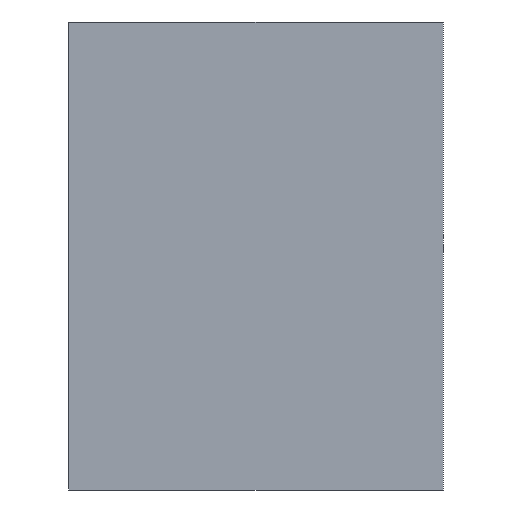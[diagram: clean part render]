
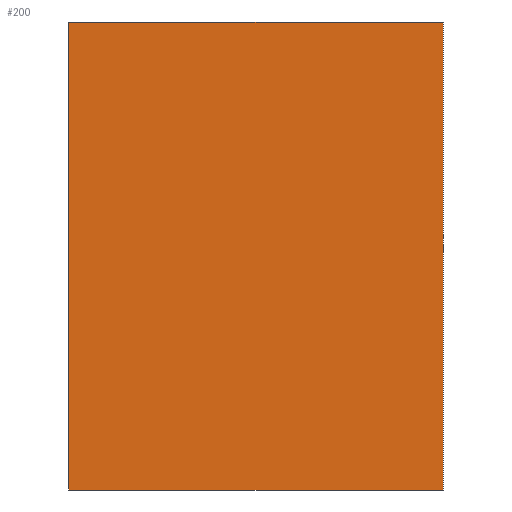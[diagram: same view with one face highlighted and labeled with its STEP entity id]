
A CAD part, front view. The second image highlights one B-rep face of the part: STEP entity #200.
In plain terms, the highlighted planar face has unit normal (0, -1, 0).
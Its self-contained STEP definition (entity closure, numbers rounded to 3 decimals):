
#23=FACE_OUTER_BOUND('',#33,.T.);
#33=EDGE_LOOP('',(#166,#167,#168,#169));
#50=LINE('',#314,#74);
#53=LINE('',#319,#77);
#55=LINE('',#323,#79);
#57=LINE('',#326,#81);
#74=VECTOR('',#261,10.);
#77=VECTOR('',#266,10.);
#79=VECTOR('',#270,10.);
#81=VECTOR('',#274,10.);
#94=VERTEX_POINT('',#312);
#95=VERTEX_POINT('',#313);
#96=VERTEX_POINT('',#318);
#97=VERTEX_POINT('',#322);
#114=EDGE_CURVE('',#94,#95,#50,.T.);
#117=EDGE_CURVE('',#95,#96,#53,.T.);
#119=EDGE_CURVE('',#96,#97,#55,.T.);
#121=EDGE_CURVE('',#97,#94,#57,.T.);
#166=ORIENTED_EDGE('',*,*,#121,.T.);
#167=ORIENTED_EDGE('',*,*,#114,.T.);
#168=ORIENTED_EDGE('',*,*,#117,.T.);
#169=ORIENTED_EDGE('',*,*,#119,.T.);
#179=PLANE('',#230);
#200=ADVANCED_FACE('',(#23),#179,.F.);
#230=AXIS2_PLACEMENT_3D('',#327,#275,#276);
#261=DIRECTION('',(0.,0.,-1.));
#266=DIRECTION('',(1.,0.,0.));
#270=DIRECTION('',(0.,0.,1.));
#274=DIRECTION('',(-1.,0.,0.));
#275=DIRECTION('center_axis',(0.,1.,0.));
#276=DIRECTION('ref_axis',(0.,0.,1.));
#312=CARTESIAN_POINT('',(-10.,0.,12.5));
#313=CARTESIAN_POINT('',(-10.,0.,-12.5));
#314=CARTESIAN_POINT('',(-10.,0.,12.5));
#318=CARTESIAN_POINT('',(10.,0.,-12.5));
#319=CARTESIAN_POINT('',(-10.,0.,-12.5));
#322=CARTESIAN_POINT('',(10.,0.,12.5));
#323=CARTESIAN_POINT('',(10.,0.,-12.5));
#326=CARTESIAN_POINT('',(10.,0.,12.5));
#327=CARTESIAN_POINT('Origin',(0.,0.,0.));
